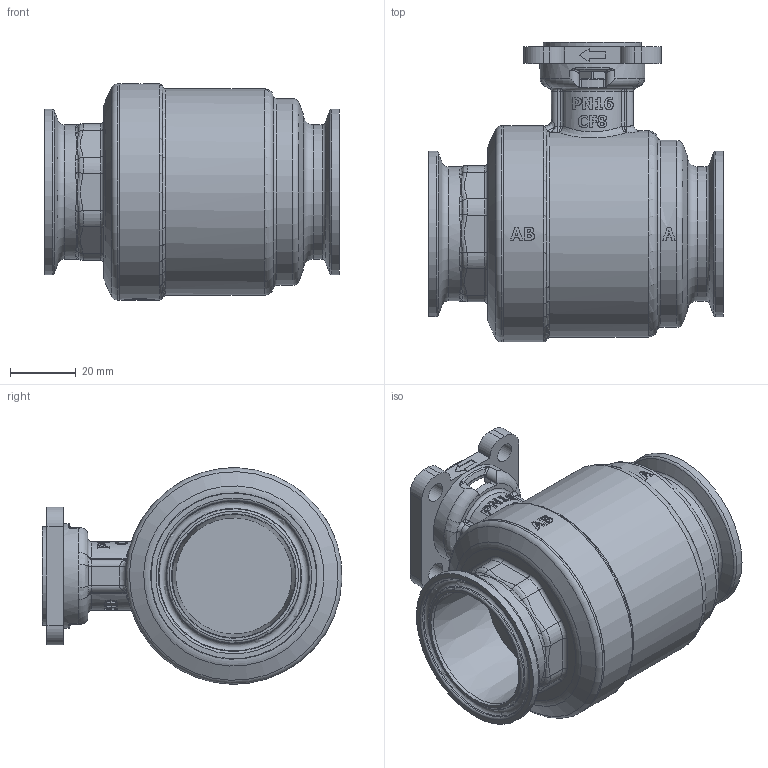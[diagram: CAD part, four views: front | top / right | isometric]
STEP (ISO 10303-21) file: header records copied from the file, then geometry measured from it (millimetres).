
FILE_DESCRIPTION(/* description */ (''),/* implementation_level */ '2;1');
FILE_NAME(/* name */ '14669-00CAD-DN40.stp',/* time_stamp */ '2025-02-24T11:43:39+08:00',/* author */ (''),/* organization */ ('BELIMO Automation AG'),/* preprocessor_version */ 'ST-DEVELOPER v18.102',/* originating_system */ 'SIEMENS PLM Software NX2206.8101',/* authorisation */ '');
FILE_SCHEMA (('AUTOMOTIVE_DESIGN { 1 0 10303 214 3 1 1 1 }'));
Length unit declared in the file: millimetre
Products named in the file (1): 14669-00CAD-DN40
Bounding box: 90 x 91.5 x 66 mm (x, y, z)
Volume: 249463.4 mm3; surface area: 44604.9 mm2
Topology: 3 solids, 3 shells, 608 faces, 1565 edges, 979 vertices
Faces by surface type: plane 250, cylinder 195, bspline 65, torus 48, extrusion 22, cone 20, sphere 8
Full cylindrical faces by diameter (mm): 3.3 x1, 5 x1, 6 x4, 13.5 x1, 15.5 x1, 26 x1, 30 x1, 32 x1, 35.5 x1, 41 x2, 50.5 x2, 57 x1, 63 x2, 66 x2
Entity records: 22706 total; most frequent: CARTESIAN_POINT 9137, ORIENTED_EDGE 2926, DIRECTION 2537, EDGE_CURVE 1463, AXIS2_PLACEMENT_3D 984, VERTEX_POINT 958, EDGE_LOOP 714, ADVANCED_FACE 607
